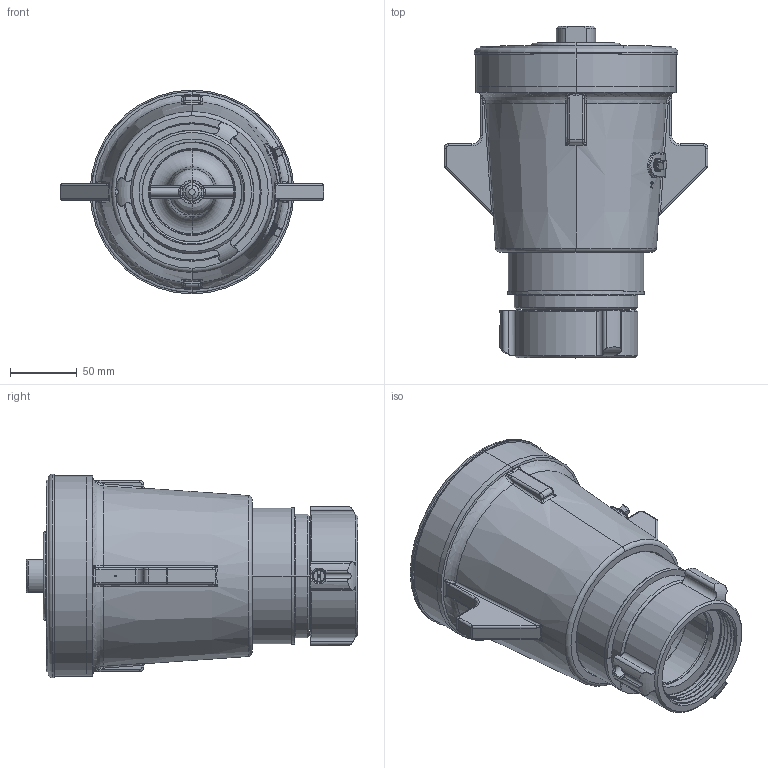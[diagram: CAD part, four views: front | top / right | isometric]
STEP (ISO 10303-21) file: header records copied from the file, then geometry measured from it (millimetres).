
FILE_DESCRIPTION((''),'2;1');
FILE_NAME('C18042_SW0001','2013-07-26T',('cknei'),(''),'PRO/ENGINEER BY PARAMETRIC TECHNOLOGY CORPORATION, 2011180','PRO/ENGINEER BY PARAMETRIC TECHNOLOGY CORPORATION, 2011180','');
FILE_SCHEMA(('CONFIG_CONTROL_DESIGN'));
Length unit declared in the file: inch
Products named in the file (1): C18042_SW0001
Bounding box: 196.85 x 247.98 x 152.4 mm (x, y, z)
Surface area: 312546.6 mm2 (no closed solid volume)
Topology: 0 solids, 33 shells, 912 faces, 2545 edges, 1606 vertices
Faces by surface type: plane 324, cylinder 238, bspline 180, torus 84, cone 78, sphere 8
Entity records: 50447 total; most frequent: CARTESIAN_POINT 28782, ORIENTED_EDGE 4573, DIRECTION 4143, EDGE_CURVE 2537, VERTEX_POINT 1606, AXIS2_PLACEMENT_3D 1583, VECTOR 977, LINE 977
